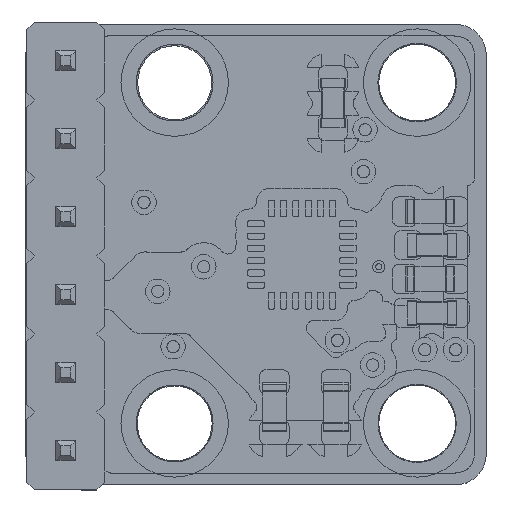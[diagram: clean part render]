
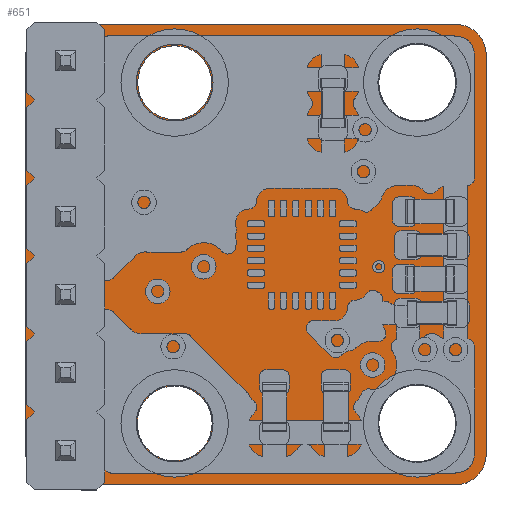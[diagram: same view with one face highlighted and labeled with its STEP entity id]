
A CAD part, top view. The second image highlights one B-rep face of the part: STEP entity #651.
In plain terms, the highlighted planar face has unit normal (0, 0, 1).
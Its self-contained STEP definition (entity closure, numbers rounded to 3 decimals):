
#70 = VERTEX_POINT('',#71);
#71 = CARTESIAN_POINT('',(13.55,-14.8,0.));
#89 = VERTEX_POINT('',#90);
#90 = CARTESIAN_POINT('',(14.55,-13.8,0.));
#96 = EDGE_CURVE('',#70,#89,#97,.T.);
#97 = CIRCLE('',#98,1.);
#98 = AXIS2_PLACEMENT_3D('',#99,#100,#101);
#99 = CARTESIAN_POINT('',(14.55,-14.8,0.));
#100 = DIRECTION('',(0.,0.,-1.));
#101 = DIRECTION('',(-1.,0.,-0.));
#121 = VERTEX_POINT('',#122);
#122 = CARTESIAN_POINT('',(13.55,-27.8,0.));
#128 = EDGE_CURVE('',#70,#121,#129,.T.);
#129 = LINE('',#130,#131);
#130 = CARTESIAN_POINT('',(13.55,-14.8,0.));
#131 = VECTOR('',#132,1.);
#132 = DIRECTION('',(0.,-1.,0.));
#152 = VERTEX_POINT('',#153);
#153 = CARTESIAN_POINT('',(27.55,-13.8,0.));
#159 = EDGE_CURVE('',#89,#152,#160,.T.);
#160 = LINE('',#161,#162);
#161 = CARTESIAN_POINT('',(14.55,-13.8,0.));
#162 = VECTOR('',#163,1.);
#163 = DIRECTION('',(1.,0.,0.));
#174 = VERTEX_POINT('',#175);
#175 = CARTESIAN_POINT('',(14.55,-28.8,0.));
#191 = EDGE_CURVE('',#174,#121,#192,.T.);
#192 = CIRCLE('',#193,1.);
#193 = AXIS2_PLACEMENT_3D('',#194,#195,#196);
#194 = CARTESIAN_POINT('',(14.55,-27.8,0.));
#195 = DIRECTION('',(0.,0.,-1.));
#196 = DIRECTION('',(0.,-1.,0.));
#217 = VERTEX_POINT('',#218);
#218 = CARTESIAN_POINT('',(28.55,-14.8,0.));
#224 = EDGE_CURVE('',#152,#217,#225,.T.);
#225 = CIRCLE('',#226,1.);
#226 = AXIS2_PLACEMENT_3D('',#227,#228,#229);
#227 = CARTESIAN_POINT('',(27.55,-14.8,0.));
#228 = DIRECTION('',(0.,0.,-1.));
#229 = DIRECTION('',(0.,1.,0.));
#240 = VERTEX_POINT('',#241);
#241 = CARTESIAN_POINT('',(27.55,-28.8,0.));
#256 = EDGE_CURVE('',#240,#174,#257,.T.);
#257 = LINE('',#258,#259);
#258 = CARTESIAN_POINT('',(27.55,-28.8,0.));
#259 = VECTOR('',#260,1.);
#260 = DIRECTION('',(-1.,0.,0.));
#280 = VERTEX_POINT('',#281);
#281 = CARTESIAN_POINT('',(28.55,-27.8,0.));
#287 = EDGE_CURVE('',#217,#280,#288,.T.);
#288 = LINE('',#289,#290);
#289 = CARTESIAN_POINT('',(28.55,-14.8,0.));
#290 = VECTOR('',#291,1.);
#291 = DIRECTION('',(0.,-1.,0.));
#310 = EDGE_CURVE('',#280,#240,#311,.T.);
#311 = CIRCLE('',#312,1.);
#312 = AXIS2_PLACEMENT_3D('',#313,#314,#315);
#313 = CARTESIAN_POINT('',(27.55,-27.8,0.));
#314 = DIRECTION('',(0.,0.,-1.));
#315 = DIRECTION('',(1.,0.,0.));
#326 = VERTEX_POINT('',#327);
#327 = CARTESIAN_POINT('',(27.573,-26.8,0.));
#343 = EDGE_CURVE('',#326,#326,#344,.T.);
#344 = CIRCLE('',#345,1.273);
#345 = AXIS2_PLACEMENT_3D('',#346,#347,#348);
#346 = CARTESIAN_POINT('',(26.3,-26.8,0.));
#347 = DIRECTION('',(0.,0.,1.));
#348 = DIRECTION('',(1.,0.,0.));
#359 = VERTEX_POINT('',#360);
#360 = CARTESIAN_POINT('',(19.621,-26.8,0.));
#376 = EDGE_CURVE('',#359,#359,#377,.T.);
#377 = CIRCLE('',#378,1.221);
#378 = AXIS2_PLACEMENT_3D('',#379,#380,#381);
#379 = CARTESIAN_POINT('',(18.4,-26.8,0.));
#380 = DIRECTION('',(0.,0.,1.));
#381 = DIRECTION('',(1.,0.,0.));
#392 = VERTEX_POINT('',#393);
#393 = CARTESIAN_POINT('',(15.35,-27.7,0.));
#409 = EDGE_CURVE('',#392,#392,#410,.T.);
#410 = CIRCLE('',#411,0.5);
#411 = AXIS2_PLACEMENT_3D('',#412,#413,#414);
#412 = CARTESIAN_POINT('',(14.85,-27.7,0.));
#413 = DIRECTION('',(0.,0.,1.));
#414 = DIRECTION('',(1.,0.,-0.));
#425 = VERTEX_POINT('',#426);
#426 = CARTESIAN_POINT('',(15.35,-25.16,0.));
#442 = EDGE_CURVE('',#425,#425,#443,.T.);
#443 = CIRCLE('',#444,0.5);
#444 = AXIS2_PLACEMENT_3D('',#445,#446,#447);
#445 = CARTESIAN_POINT('',(14.85,-25.16,0.));
#446 = DIRECTION('',(0.,0.,1.));
#447 = DIRECTION('',(1.,0.,-0.));
#458 = VERTEX_POINT('',#459);
#459 = CARTESIAN_POINT('',(15.35,-22.62,0.));
#475 = EDGE_CURVE('',#458,#458,#476,.T.);
#476 = CIRCLE('',#477,0.5);
#477 = AXIS2_PLACEMENT_3D('',#478,#479,#480);
#478 = CARTESIAN_POINT('',(14.85,-22.62,0.));
#479 = DIRECTION('',(0.,0.,1.));
#480 = DIRECTION('',(1.,0.,-0.));
#491 = VERTEX_POINT('',#492);
#492 = CARTESIAN_POINT('',(27.581,-15.7,0.));
#508 = EDGE_CURVE('',#491,#491,#509,.T.);
#509 = CIRCLE('',#510,1.281);
#510 = AXIS2_PLACEMENT_3D('',#511,#512,#513);
#511 = CARTESIAN_POINT('',(26.3,-15.7,0.));
#512 = DIRECTION('',(0.,0.,1.));
#513 = DIRECTION('',(1.,0.,0.));
#524 = VERTEX_POINT('',#525);
#525 = CARTESIAN_POINT('',(15.35,-20.08,0.));
#541 = EDGE_CURVE('',#524,#524,#542,.T.);
#542 = CIRCLE('',#543,0.5);
#543 = AXIS2_PLACEMENT_3D('',#544,#545,#546);
#544 = CARTESIAN_POINT('',(14.85,-20.08,0.));
#545 = DIRECTION('',(0.,0.,1.));
#546 = DIRECTION('',(1.,0.,-0.));
#557 = VERTEX_POINT('',#558);
#558 = CARTESIAN_POINT('',(19.604,-15.7,0.));
#574 = EDGE_CURVE('',#557,#557,#575,.T.);
#575 = CIRCLE('',#576,1.204);
#576 = AXIS2_PLACEMENT_3D('',#577,#578,#579);
#577 = CARTESIAN_POINT('',(18.4,-15.7,0.));
#578 = DIRECTION('',(0.,0.,1.));
#579 = DIRECTION('',(1.,0.,0.));
#590 = VERTEX_POINT('',#591);
#591 = CARTESIAN_POINT('',(15.35,-17.54,0.));
#607 = EDGE_CURVE('',#590,#590,#608,.T.);
#608 = CIRCLE('',#609,0.5);
#609 = AXIS2_PLACEMENT_3D('',#610,#611,#612);
#610 = CARTESIAN_POINT('',(14.85,-17.54,0.));
#611 = DIRECTION('',(0.,0.,1.));
#612 = DIRECTION('',(1.,0.,-0.));
#623 = VERTEX_POINT('',#624);
#624 = CARTESIAN_POINT('',(15.35,-15.,0.));
#640 = EDGE_CURVE('',#623,#623,#641,.T.);
#641 = CIRCLE('',#642,0.5);
#642 = AXIS2_PLACEMENT_3D('',#643,#644,#645);
#643 = CARTESIAN_POINT('',(14.85,-15.,0.));
#644 = DIRECTION('',(0.,0.,1.));
#645 = DIRECTION('',(1.,0.,-0.));
#651 = ADVANCED_FACE('',(#652,#662,#665,#668,#671,#674,#677,#680,#683,
    #686,#689),#692,.F.);
#652 = FACE_BOUND('',#653,.F.);
#653 = EDGE_LOOP('',(#654,#655,#656,#657,#658,#659,#660,#661));
#654 = ORIENTED_EDGE('',*,*,#96,.T.);
#655 = ORIENTED_EDGE('',*,*,#159,.T.);
#656 = ORIENTED_EDGE('',*,*,#224,.T.);
#657 = ORIENTED_EDGE('',*,*,#287,.T.);
#658 = ORIENTED_EDGE('',*,*,#310,.T.);
#659 = ORIENTED_EDGE('',*,*,#256,.T.);
#660 = ORIENTED_EDGE('',*,*,#191,.T.);
#661 = ORIENTED_EDGE('',*,*,#128,.F.);
#662 = FACE_BOUND('',#663,.F.);
#663 = EDGE_LOOP('',(#664));
#664 = ORIENTED_EDGE('',*,*,#343,.T.);
#665 = FACE_BOUND('',#666,.F.);
#666 = EDGE_LOOP('',(#667));
#667 = ORIENTED_EDGE('',*,*,#376,.T.);
#668 = FACE_BOUND('',#669,.F.);
#669 = EDGE_LOOP('',(#670));
#670 = ORIENTED_EDGE('',*,*,#409,.T.);
#671 = FACE_BOUND('',#672,.F.);
#672 = EDGE_LOOP('',(#673));
#673 = ORIENTED_EDGE('',*,*,#442,.T.);
#674 = FACE_BOUND('',#675,.F.);
#675 = EDGE_LOOP('',(#676));
#676 = ORIENTED_EDGE('',*,*,#475,.T.);
#677 = FACE_BOUND('',#678,.F.);
#678 = EDGE_LOOP('',(#679));
#679 = ORIENTED_EDGE('',*,*,#508,.T.);
#680 = FACE_BOUND('',#681,.F.);
#681 = EDGE_LOOP('',(#682));
#682 = ORIENTED_EDGE('',*,*,#541,.T.);
#683 = FACE_BOUND('',#684,.F.);
#684 = EDGE_LOOP('',(#685));
#685 = ORIENTED_EDGE('',*,*,#574,.T.);
#686 = FACE_BOUND('',#687,.F.);
#687 = EDGE_LOOP('',(#688));
#688 = ORIENTED_EDGE('',*,*,#607,.T.);
#689 = FACE_BOUND('',#690,.F.);
#690 = EDGE_LOOP('',(#691));
#691 = ORIENTED_EDGE('',*,*,#640,.T.);
#692 = PLANE('',#693);
#693 = AXIS2_PLACEMENT_3D('',#694,#695,#696);
#694 = CARTESIAN_POINT('',(21.05,-21.3,0.));
#695 = DIRECTION('',(-0.,-0.,-1.));
#696 = DIRECTION('',(-1.,0.,0.));
